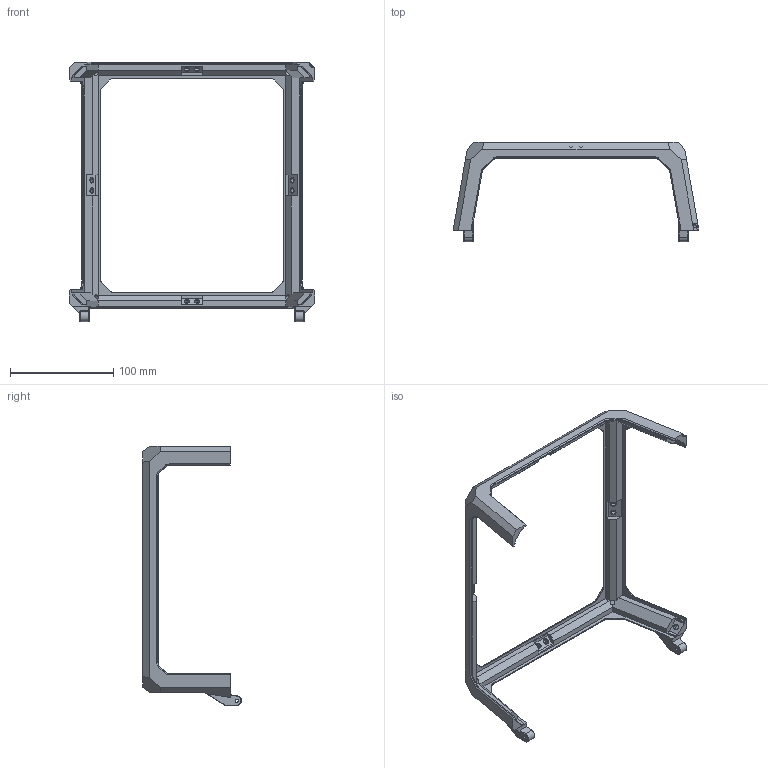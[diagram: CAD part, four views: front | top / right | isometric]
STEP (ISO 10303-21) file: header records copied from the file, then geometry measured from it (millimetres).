
FILE_DESCRIPTION(/* description */ (''),/* implementation_level */ '2;1');
FILE_NAME(/* name */ 'Tophat_Unibody.step',/* time_stamp */ '2022-07-31T15:33:41-04:00',/* author */ (''),/* organization */ (''),/* preprocessor_version */ 'ST-DEVELOPER v19',/* originating_system */ 'Autodesk Translation Framework v11.7.0.108',/* authorisation */ '');
FILE_SCHEMA (('AUTOMOTIVE_DESIGN { 1 0 10303 214 3 1 1 }'));
Length unit declared in the file: millimetre
Products named in the file (1): Tophat_Unibody
Bounding box: 238 x 95.74 x 250.75 mm (x, y, z)
Volume: 171647.4 mm3; surface area: 68041.6 mm2
Topology: 1 solids, 1 shells, 283 faces, 716 edges, 447 vertices
Faces by surface type: plane 194, cylinder 45, cone 40, bspline 4
Full cylindrical faces by diameter (mm): 3.1 x2, 4.6 x16
Entity records: 8757 total; most frequent: CARTESIAN_POINT 1832, ORIENTED_EDGE 1432, DIRECTION 1417, EDGE_CURVE 716, LINE 561, VECTOR 561, VERTEX_POINT 447, AXIS2_PLACEMENT_3D 428
